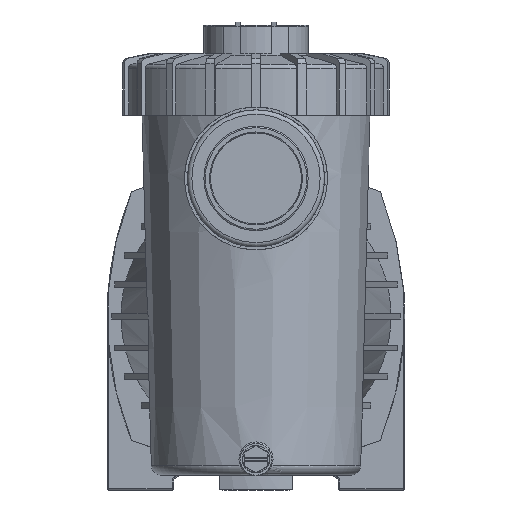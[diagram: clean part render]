
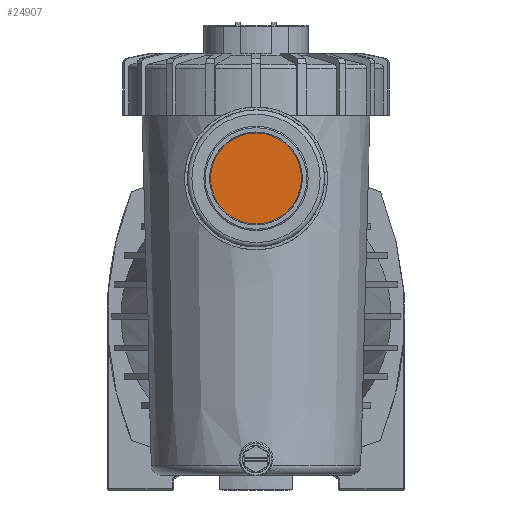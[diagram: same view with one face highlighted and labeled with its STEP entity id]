
A CAD part, front view. The second image highlights one B-rep face of the part: STEP entity #24907.
In plain terms, the highlighted planar face has unit normal (0, -1, 0).
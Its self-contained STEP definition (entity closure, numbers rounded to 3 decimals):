
#3806=PLANE('',#26631);
#8802=ORIENTED_EDGE('',*,*,#11713,.T.);
#11713=EDGE_CURVE('',#13490,#13490,#14314,.T.);
#13490=VERTEX_POINT('',#38692);
#14314=CIRCLE('',#26632,31.5);
#15416=EDGE_LOOP('',(#8802));
#16548=FACE_BOUND('',#15416,.T.);
#24907=ADVANCED_FACE('',(#16548),#3806,.T.);
#26631=AXIS2_PLACEMENT_3D('',#38690,#31316,#31317);
#26632=AXIS2_PLACEMENT_3D('',#38691,#31318,#31319);
#31316=DIRECTION('',(0.,-1.,0.));
#31317=DIRECTION('',(0.,0.,1.));
#31318=DIRECTION('',(0.,-1.,0.));
#31319=DIRECTION('',(0.,0.,1.));
#38690=CARTESIAN_POINT('',(-0.002,-336.4,95.501));
#38691=CARTESIAN_POINT('',(-0.002,-336.4,95.501));
#38692=CARTESIAN_POINT('',(-0.002,-336.4,127.001));
